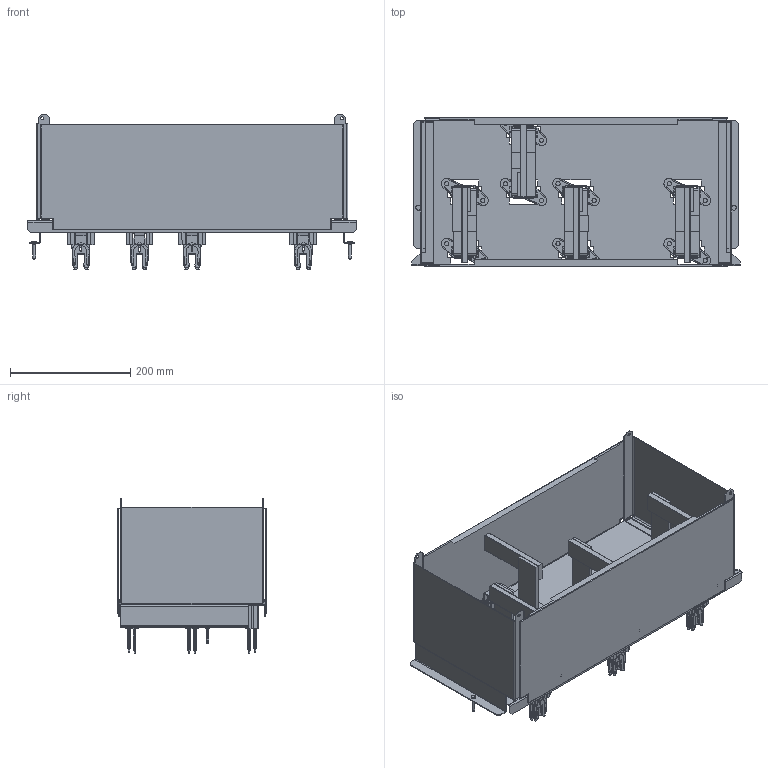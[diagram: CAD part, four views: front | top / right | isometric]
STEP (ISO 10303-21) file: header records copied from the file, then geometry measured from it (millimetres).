
FILE_DESCRIPTION((''),'2;1');
FILE_NAME('1SEP102198R5001_B','2023-04-14T14:00:45',('sarey'),(''),'CREO PARAMETRIC BY PTC INC, 2017260','CREO PARAMETRIC BY PTC INC, 2017260','');
FILE_SCHEMA(('AUTOMOTIVE_DESIGN { 1 0 10303 214 1 1 1 1 }'));
Products named in the file (1): 1SEP102198R5001_B
Bounding box: 546.02 x 249 x 259 mm (x, y, z)
Surface area: 1047266.2 mm2 (no closed solid volume)
Topology: 0 solids, 48 shells, 2030 faces, 6832 edges, 4833 vertices
Faces by surface type: plane 1546, cylinder 460, cone 20, bspline 4
Entity records: 96027 total; most frequent: CARTESIAN_POINT 16137, ORIENTED_EDGE 12554, DIRECTION 11479, EDGE_CURVE 6832, PRESENTATION_STYLE_ASSIGNMENT 6623, STYLED_ITEM 6623, CURVE_STYLE 6486, VECTOR 5433
